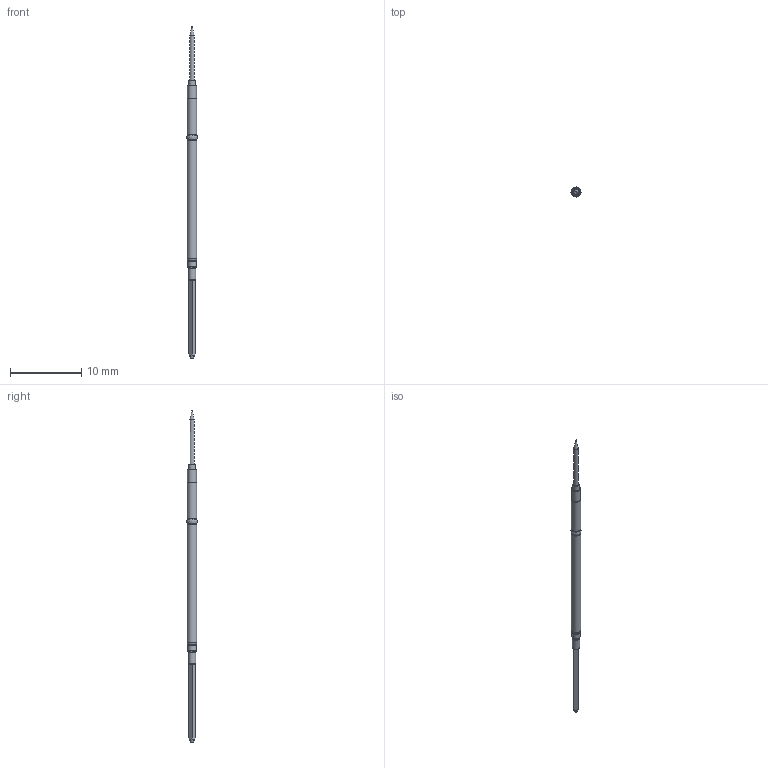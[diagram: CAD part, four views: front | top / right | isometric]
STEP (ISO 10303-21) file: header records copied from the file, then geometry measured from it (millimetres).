
FILE_DESCRIPTION(/* description */ (''),/* implementation_level */ '2;1');
FILE_NAME(/* name */ 'QA_75-PRP2541S.stp',/* time_stamp */ '2016-10-20T10:41:32+02:00',/* author */ ('riccim'),/* organization */ (''),/* preprocessor_version */ 'ST-DEVELOPER v15.5',/* originating_system */ 'AutoCAD Mechanical',/* authorisation */ '');
FILE_SCHEMA (('AUTOMOTIVE_DESIGN { 1 0 10303 214 3 1 1 }'));
Length unit declared in the file: millimetre
Products named in the file (1): Product
Bounding box: 1.49 x 1.49 x 46.45 mm (x, y, z)
Volume: 43 mm3; surface area: 316.1 mm2
Topology: 4 solids, 4 shells, 37 faces, 75 edges, 47 vertices
Faces by surface type: plane 13, cylinder 8, torus 7, bspline 5, cone 4
Full cylindrical faces by diameter (mm): 0.916 x1, 1.021 x2, 1.049 x1, 1.143 x1, 1.27 x1, 1.321 x2
Entity records: 1019 total; most frequent: CARTESIAN_POINT 291, DIRECTION 150, ORIENTED_EDGE 110, AXIS2_PLACEMENT_3D 71, EDGE_LOOP 57, EDGE_CURVE 55, VERTEX_POINT 46, CIRCLE 38
